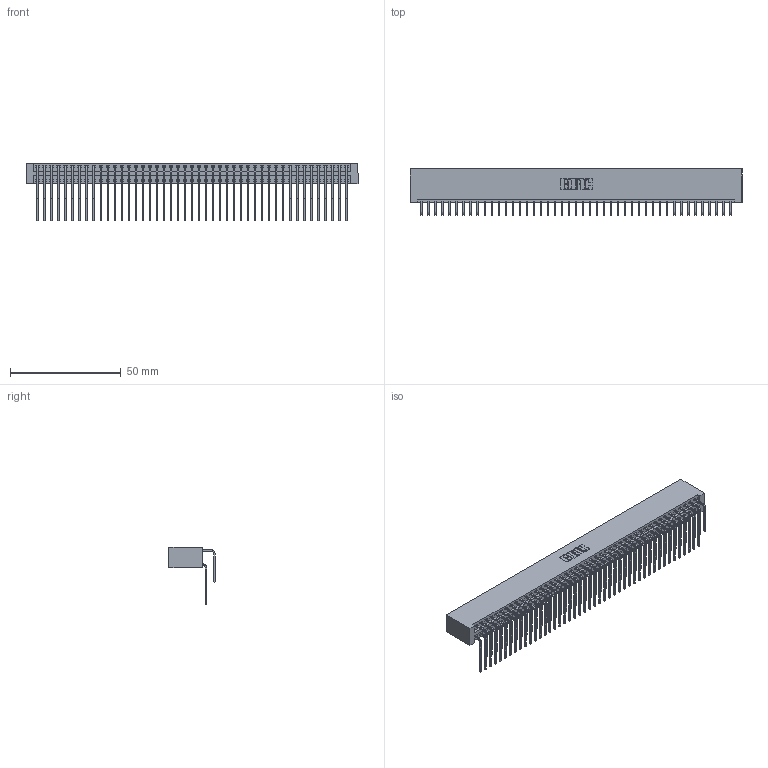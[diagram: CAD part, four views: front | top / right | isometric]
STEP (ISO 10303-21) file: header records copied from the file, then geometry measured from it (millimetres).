
FILE_DESCRIPTION (( 'STEP AP203' ), '1' );
FILE_NAME ('396-090-559-201.STEP', '2018-09-12T07:13:37', ( '' ), ( '' ), 'SwSTEP 2.0', 'SolidWorks 2016', '' );
FILE_SCHEMA (( 'CONFIG_CONTROL_DESIGN' ));
Length unit declared in the file: inch
Products named in the file (4): 345-292-001_559 Tail - 2; 396-090-559-201; 346 Part_No Mounting Lugs; 345-292-001_558 559 Tail - 1
Assembly tree (91 placements, depth 2):
  396-090-559-201
    346 Part_No Mounting Lugs
    345-292-001_558 559 Tail - 1  x45
    345-292-001_559 Tail - 2  x45
Bounding box: 150.11 x 20.89 x 26.16 mm (x, y, z)
Volume: 15753.7 mm3; surface area: 24355.7 mm2
Topology: 91 solids, 91 shells, 4974 faces, 14795 edges, 9742 vertices
Faces by surface type: plane 3402, cylinder 1572
Entity records: 30471 total; most frequent: CARTESIAN_POINT 5067, ORIENTED_EDGE 4950, DIRECTION 4483, EDGE_CURVE 2475, LINE 2131, VECTOR 2131, VERTEX_POINT 1646, AXIS2_PLACEMENT_3D 1176
